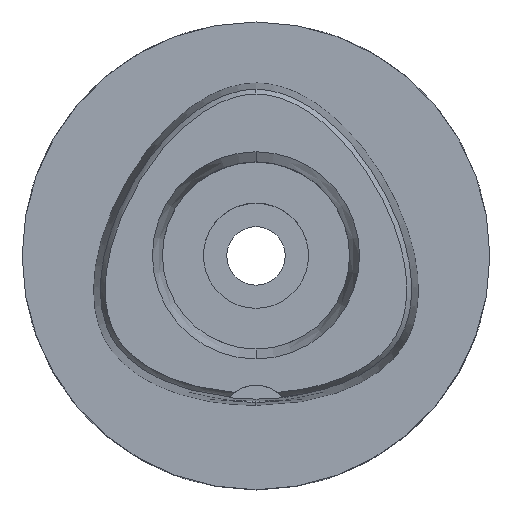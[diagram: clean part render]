
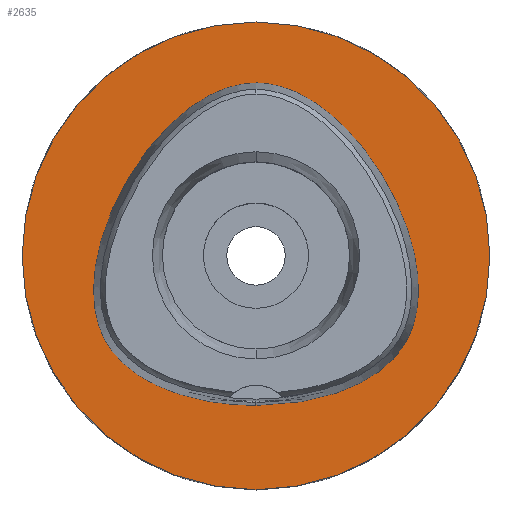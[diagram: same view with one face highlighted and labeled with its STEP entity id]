
A CAD part, top view. The second image highlights one B-rep face of the part: STEP entity #2635.
In plain terms, the highlighted planar face has unit normal (0, 0, 1).
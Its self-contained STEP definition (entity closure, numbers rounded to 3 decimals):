
#305=CARTESIAN_POINT('',(0.,0.,0.));
#306=DIRECTION('',(0.,0.,-1.));
#307=DIRECTION('',(0.,-1.,0.));
#308=AXIS2_PLACEMENT_3D('',#305,#306,#307);
#313=CARTESIAN_POINT('',(0.,0.,0.));
#314=DIRECTION('',(0.,0.,-1.));
#315=DIRECTION('',(0.,1.,0.));
#316=AXIS2_PLACEMENT_3D('',#313,#314,#315);
#321=CARTESIAN_POINT('',(0.,-25.575,0.));
#322=CARTESIAN_POINT('',(1.161,-25.575,0.));
#323=CARTESIAN_POINT('',(3.433,-25.494,
0.));
#324=CARTESIAN_POINT('',(6.739,-25.14,
0.));
#325=CARTESIAN_POINT('',(9.806,-24.583,0.));
#326=CARTESIAN_POINT('',(12.59,-23.862,0.));
#327=CARTESIAN_POINT('',(15.064,-23.015,0.));
#328=CARTESIAN_POINT('',(17.231,-22.077,0.));
#329=CARTESIAN_POINT('',(19.112,-21.074,0.));
#330=CARTESIAN_POINT('',(20.731,-20.027,0.));
#331=CARTESIAN_POINT('',(22.119,-18.948,0.));
#332=CARTESIAN_POINT('',(23.302,-17.846,0.));
#333=CARTESIAN_POINT('',(24.307,-16.719,0.));
#334=CARTESIAN_POINT('',(25.147,-15.579,0.));
#335=CARTESIAN_POINT('',(25.853,-14.4,0.));
#336=CARTESIAN_POINT('',(26.454,-13.138,0.));
#337=CARTESIAN_POINT('',(26.96,-11.75,0.));
#338=CARTESIAN_POINT('',(27.361,-10.225,0.));
#339=CARTESIAN_POINT('',(27.644,-8.541,0.));
#340=CARTESIAN_POINT('',(27.792,-6.678,0.));
#341=CARTESIAN_POINT('',(27.779,-4.617,0.));
#342=CARTESIAN_POINT('',(27.578,-2.343,0.));
#343=CARTESIAN_POINT('',(27.155,0.152,0.));
#344=CARTESIAN_POINT('',(26.478,2.859,0.));
#345=CARTESIAN_POINT('',(25.521,5.748,0.));
#346=CARTESIAN_POINT('',(24.273,8.759,0.));
#347=CARTESIAN_POINT('',(22.744,11.811,0.));
#348=CARTESIAN_POINT('',(20.978,14.786,0.));
#349=CARTESIAN_POINT('',(19.057,17.553,0.));
#350=CARTESIAN_POINT('',(17.052,20.037,0.));
#351=CARTESIAN_POINT('',(15.029,22.197,0.));
#352=CARTESIAN_POINT('',(13.04,24.024,0.));
#353=CARTESIAN_POINT('',(11.117,25.531,0.));
#354=CARTESIAN_POINT('',(9.278,26.747,0.));
#355=CARTESIAN_POINT('',(7.531,27.704,0.));
#356=CARTESIAN_POINT('',(5.875,28.434,0.));
#357=CARTESIAN_POINT('',(4.302,28.967,0.));
#358=CARTESIAN_POINT('',(2.805,29.326,0.));
#359=CARTESIAN_POINT('',(1.373,29.531,
0.));
#360=CARTESIAN_POINT('',(0.452,29.575,
0.));
#361=CARTESIAN_POINT('',(0.,29.575,
0.));
#366=CARTESIAN_POINT('',(0.,29.575,
0.));
#367=CARTESIAN_POINT('',(-0.452,29.575,
0.));
#368=CARTESIAN_POINT('',(-1.373,29.531,
0.));
#369=CARTESIAN_POINT('',(-2.804,29.326,
0.));
#370=CARTESIAN_POINT('',(-4.302,28.967,0.));
#371=CARTESIAN_POINT('',(-5.873,28.435,0.));
#372=CARTESIAN_POINT('',(-7.53,27.705,0.));
#373=CARTESIAN_POINT('',(-9.276,26.749,0.));
#374=CARTESIAN_POINT('',(-11.114,25.533,0.));
#375=CARTESIAN_POINT('',(-13.037,24.026,0.));
#376=CARTESIAN_POINT('',(-15.026,22.2,0.));
#377=CARTESIAN_POINT('',(-17.048,20.041,0.));
#378=CARTESIAN_POINT('',(-19.053,17.558,0.));
#379=CARTESIAN_POINT('',(-20.974,14.793,0.));
#380=CARTESIAN_POINT('',(-22.739,11.819,0.));
#381=CARTESIAN_POINT('',(-24.269,8.769,0.));
#382=CARTESIAN_POINT('',(-25.517,5.758,0.));
#383=CARTESIAN_POINT('',(-26.475,2.87,0.));
#384=CARTESIAN_POINT('',(-27.152,0.164,0.));
#385=CARTESIAN_POINT('',(-27.576,-2.33,0.));
#386=CARTESIAN_POINT('',(-27.779,-4.605,0.));
#387=CARTESIAN_POINT('',(-27.792,-6.666,0.));
#388=CARTESIAN_POINT('',(-27.646,-8.529,0.));
#389=CARTESIAN_POINT('',(-27.363,-10.214,0.));
#390=CARTESIAN_POINT('',(-26.963,-11.741,0.));
#391=CARTESIAN_POINT('',(-26.458,-13.127,0.));
#392=CARTESIAN_POINT('',(-25.857,-14.394,0.));
#393=CARTESIAN_POINT('',(-25.148,-15.578,0.));
#394=CARTESIAN_POINT('',(-24.306,-16.72,0.));
#395=CARTESIAN_POINT('',(-23.303,-17.844,0.));
#396=CARTESIAN_POINT('',(-22.12,-18.947,0.));
#397=CARTESIAN_POINT('',(-20.733,-20.026,0.));
#398=CARTESIAN_POINT('',(-19.114,-21.073,0.));
#399=CARTESIAN_POINT('',(-17.234,-22.075,0.));
#400=CARTESIAN_POINT('',(-15.066,-23.014,0.));
#401=CARTESIAN_POINT('',(-12.592,-23.861,0.));
#402=CARTESIAN_POINT('',(-9.808,-24.583,0.));
#403=CARTESIAN_POINT('',(-6.74,-25.139,
0.));
#404=CARTESIAN_POINT('',(-3.434,-25.494,
0.));
#405=CARTESIAN_POINT('',(-1.161,-25.575,0.));
#406=CARTESIAN_POINT('',(0.,-25.575,0.));
#1700=VERTEX_POINT('',#366);
#1701=VERTEX_POINT('',#406);
#1706=CARTESIAN_POINT('',(0.,-40.,0.));
#1707=CARTESIAN_POINT('',(0.,40.,0.));
#1708=VERTEX_POINT('',#1706);
#1709=VERTEX_POINT('',#1707);
#2619=CARTESIAN_POINT('',(0.,0.,0.));
#2620=DIRECTION('',(0.,0.,-1.));
#2621=DIRECTION('',(0.,-1.,0.));
#2622=AXIS2_PLACEMENT_3D('',#2619,#2620,#2621);
#2623=PLANE('',#2622);
#2625=ORIENTED_EDGE('',*,*,#2624,.T.);
#2627=ORIENTED_EDGE('',*,*,#2626,.T.);
#2628=EDGE_LOOP('',(#2625,#2627));
#2629=FACE_OUTER_BOUND('',#2628,.F.);
#2631=ORIENTED_EDGE('',*,*,#2630,.T.);
#2632=ORIENTED_EDGE('',*,*,#2602,.T.);
#2633=EDGE_LOOP('',(#2631,#2632));
#2634=FACE_BOUND('',#2633,.F.);
#309=CIRCLE('',#308,40.);
#317=CIRCLE('',#316,40.);
#362=B_SPLINE_CURVE_WITH_KNOTS('',3,(#321,#322,#323,#324,#325,#326,#327,#328,
#329,#330,#331,#332,#333,#334,#335,#336,#337,#338,#339,#340,#341,#342,#343,#344,
#345,#346,#347,#348,#349,#350,#351,#352,#353,#354,#355,#356,#357,#358,#359,#360,
#361),.UNSPECIFIED.,.F.,.F.,(4,1,1,1,1,1,1,1,1,1,1,1,1,1,1,1,1,1,1,1,1,1,1,1,1,
1,1,1,1,1,1,1,1,1,1,1,1,1,4),(0.,0.026,0.053,
0.079,0.105,0.132,0.158,
0.184,0.211,0.237,0.263,
0.289,0.316,0.342,0.368,
0.395,0.421,0.447,0.474,0.5,
0.526,0.553,0.579,0.605,
0.632,0.658,0.684,0.711,
0.737,0.763,0.789,0.816,
0.842,0.868,0.895,0.921,
0.947,0.974,1.),.UNSPECIFIED.);
#407=B_SPLINE_CURVE_WITH_KNOTS('',3,(#366,#367,#368,#369,#370,#371,#372,#373,
#374,#375,#376,#377,#378,#379,#380,#381,#382,#383,#384,#385,#386,#387,#388,#389,
#390,#391,#392,#393,#394,#395,#396,#397,#398,#399,#400,#401,#402,#403,#404,#405,
#406),.UNSPECIFIED.,.F.,.F.,(4,1,1,1,1,1,1,1,1,1,1,1,1,1,1,1,1,1,1,1,1,1,1,1,1,
1,1,1,1,1,1,1,1,1,1,1,1,1,4),(0.,0.026,0.053,
0.079,0.105,0.132,0.158,
0.184,0.211,0.237,0.263,
0.289,0.316,0.342,0.368,
0.395,0.421,0.447,0.474,0.5,
0.526,0.553,0.579,0.605,
0.632,0.658,0.684,0.711,
0.737,0.763,0.789,0.816,
0.842,0.868,0.895,0.921,
0.947,0.974,1.),.UNSPECIFIED.);
#2602=EDGE_CURVE('',#1700,#1701,#407,.T.);
#2624=EDGE_CURVE('',#1708,#1709,#309,.T.);
#2626=EDGE_CURVE('',#1709,#1708,#317,.T.);
#2630=EDGE_CURVE('',#1701,#1700,#362,.T.);
#2635=ADVANCED_FACE('',(#2629,#2634),#2623,.F.);
